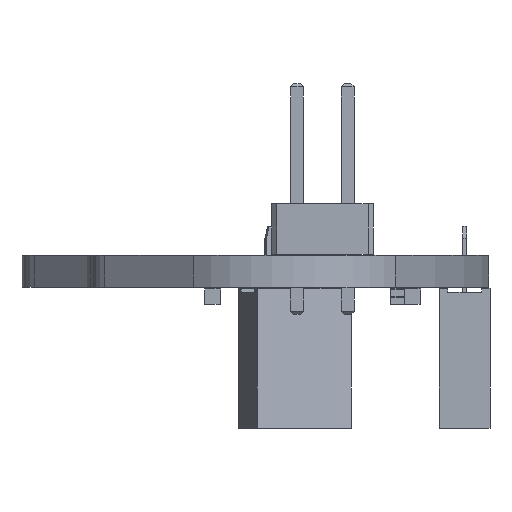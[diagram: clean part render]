
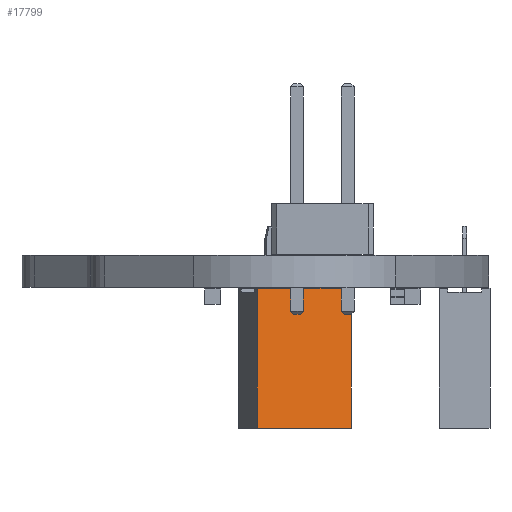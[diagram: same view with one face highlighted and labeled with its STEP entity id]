
A CAD part, front view. The second image highlights one B-rep face of the part: STEP entity #17799.
In plain terms, the highlighted free-form (B-spline) face has degree [1, 1] with [2, 2] control points.
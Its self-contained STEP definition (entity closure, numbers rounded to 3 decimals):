
#17799 = ADVANCED_FACE('',(#17800),#17813,.F.);
#17800 = FACE_BOUND('',#17801,.F.);
#17801 = EDGE_LOOP('',(#17802,#17834,#17859,#17884));
#17802 = ORIENTED_EDGE('',*,*,#17803,.T.);
#17803 = EDGE_CURVE('',#17804,#17806,#17808,.T.);
#17804 = VERTEX_POINT('',#17805);
#17805 = CARTESIAN_POINT('',(1.27,-3.81,0.));
#17806 = VERTEX_POINT('',#17807);
#17807 = CARTESIAN_POINT('',(1.27,-3.81,7.));
#17808 = SURFACE_CURVE('',#17809,(#17812,#17823),.PCURVE_S1.);
#17809 = B_SPLINE_CURVE_WITH_KNOTS('',1,(#17810,#17811),.UNSPECIFIED.,
  .F.,.F.,(2,2),(0.,7.),.PIECEWISE_BEZIER_KNOTS.);
#17810 = CARTESIAN_POINT('',(1.27,-3.81,0.));
#17811 = CARTESIAN_POINT('',(1.27,-3.81,7.));
#17812 = PCURVE('',#17813,#17818);
#17813 = B_SPLINE_SURFACE_WITH_KNOTS('',1,1,(
    (#17814,#17815)
    ,(#17816,#17817
    )),.UNSPECIFIED.,.F.,.F.,.F.,(2,2),(2,2),(0.,5.08),(-7.,0.),
  .PIECEWISE_BEZIER_KNOTS.);
#17814 = CARTESIAN_POINT('',(1.27,-3.81,7.));
#17815 = CARTESIAN_POINT('',(1.27,-3.81,0.));
#17816 = CARTESIAN_POINT('',(1.27,1.27,7.));
#17817 = CARTESIAN_POINT('',(1.27,1.27,0.));
#17818 = DEFINITIONAL_REPRESENTATION('',(#17819),#17822);
#17819 = B_SPLINE_CURVE_WITH_KNOTS('',1,(#17820,#17821),.UNSPECIFIED.,
  .F.,.F.,(2,2),(0.,7.),.PIECEWISE_BEZIER_KNOTS.);
#17820 = CARTESIAN_POINT('',(0.,0.));
#17821 = CARTESIAN_POINT('',(0.,-7.));
#17822 = ( GEOMETRIC_REPRESENTATION_CONTEXT(2) 
PARAMETRIC_REPRESENTATION_CONTEXT() REPRESENTATION_CONTEXT('2D SPACE',''
  ) );
#17823 = PCURVE('',#17824,#17829);
#17824 = B_SPLINE_SURFACE_WITH_KNOTS('',1,1,(
    (#17825,#17826)
    ,(#17827,#17828
    )),.UNSPECIFIED.,.F.,.F.,.F.,(2,2),(2,2),(0.,2.54),(-7.,0.),
  .PIECEWISE_BEZIER_KNOTS.);
#17825 = CARTESIAN_POINT('',(-1.27,-3.81,7.));
#17826 = CARTESIAN_POINT('',(-1.27,-3.81,0.));
#17827 = CARTESIAN_POINT('',(1.27,-3.81,7.));
#17828 = CARTESIAN_POINT('',(1.27,-3.81,0.));
#17829 = DEFINITIONAL_REPRESENTATION('',(#17830),#17833);
#17830 = B_SPLINE_CURVE_WITH_KNOTS('',1,(#17831,#17832),.UNSPECIFIED.,
  .F.,.F.,(2,2),(0.,7.),.PIECEWISE_BEZIER_KNOTS.);
#17831 = CARTESIAN_POINT('',(2.54,0.));
#17832 = CARTESIAN_POINT('',(2.54,-7.));
#17833 = ( GEOMETRIC_REPRESENTATION_CONTEXT(2) 
PARAMETRIC_REPRESENTATION_CONTEXT() REPRESENTATION_CONTEXT('2D SPACE',''
  ) );
#17834 = ORIENTED_EDGE('',*,*,#17835,.T.);
#17835 = EDGE_CURVE('',#17806,#17836,#17838,.T.);
#17836 = VERTEX_POINT('',#17837);
#17837 = CARTESIAN_POINT('',(1.27,1.27,7.));
#17838 = SURFACE_CURVE('',#17839,(#17842,#17848),.PCURVE_S1.);
#17839 = B_SPLINE_CURVE_WITH_KNOTS('',1,(#17840,#17841),.UNSPECIFIED.,
  .F.,.F.,(2,2),(0.,5.08),.PIECEWISE_BEZIER_KNOTS.);
#17840 = CARTESIAN_POINT('',(1.27,-3.81,7.));
#17841 = CARTESIAN_POINT('',(1.27,1.27,7.));
#17842 = PCURVE('',#17813,#17843);
#17843 = DEFINITIONAL_REPRESENTATION('',(#17844),#17847);
#17844 = B_SPLINE_CURVE_WITH_KNOTS('',1,(#17845,#17846),.UNSPECIFIED.,
  .F.,.F.,(2,2),(0.,5.08),.PIECEWISE_BEZIER_KNOTS.);
#17845 = CARTESIAN_POINT('',(0.,-7.));
#17846 = CARTESIAN_POINT('',(5.08,-7.));
#17847 = ( GEOMETRIC_REPRESENTATION_CONTEXT(2) 
PARAMETRIC_REPRESENTATION_CONTEXT() REPRESENTATION_CONTEXT('2D SPACE',''
  ) );
#17848 = PCURVE('',#17849,#17854);
#17849 = B_SPLINE_SURFACE_WITH_KNOTS('',1,1,(
    (#17850,#17851)
    ,(#17852,#17853
    )),.UNSPECIFIED.,.F.,.F.,.F.,(2,2),(2,2),(-5.08,0.),(
    0.,2.54),.PIECEWISE_BEZIER_KNOTS.);
#17850 = CARTESIAN_POINT('',(1.27,1.27,7.));
#17851 = CARTESIAN_POINT('',(-1.27,1.27,7.));
#17852 = CARTESIAN_POINT('',(1.27,-3.81,7.));
#17853 = CARTESIAN_POINT('',(-1.27,-3.81,7.));
#17854 = DEFINITIONAL_REPRESENTATION('',(#17855),#17858);
#17855 = B_SPLINE_CURVE_WITH_KNOTS('',1,(#17856,#17857),.UNSPECIFIED.,
  .F.,.F.,(2,2),(0.,5.08),.PIECEWISE_BEZIER_KNOTS.);
#17856 = CARTESIAN_POINT('',(0.,0.));
#17857 = CARTESIAN_POINT('',(-5.08,0.));
#17858 = ( GEOMETRIC_REPRESENTATION_CONTEXT(2) 
PARAMETRIC_REPRESENTATION_CONTEXT() REPRESENTATION_CONTEXT('2D SPACE',''
  ) );
#17859 = ORIENTED_EDGE('',*,*,#17860,.F.);
#17860 = EDGE_CURVE('',#17861,#17836,#17863,.T.);
#17861 = VERTEX_POINT('',#17862);
#17862 = CARTESIAN_POINT('',(1.27,1.27,0.));
#17863 = SURFACE_CURVE('',#17864,(#17867,#17873),.PCURVE_S1.);
#17864 = B_SPLINE_CURVE_WITH_KNOTS('',1,(#17865,#17866),.UNSPECIFIED.,
  .F.,.F.,(2,2),(0.,7.),.PIECEWISE_BEZIER_KNOTS.);
#17865 = CARTESIAN_POINT('',(1.27,1.27,0.));
#17866 = CARTESIAN_POINT('',(1.27,1.27,7.));
#17867 = PCURVE('',#17813,#17868);
#17868 = DEFINITIONAL_REPRESENTATION('',(#17869),#17872);
#17869 = B_SPLINE_CURVE_WITH_KNOTS('',1,(#17870,#17871),.UNSPECIFIED.,
  .F.,.F.,(2,2),(0.,7.),.PIECEWISE_BEZIER_KNOTS.);
#17870 = CARTESIAN_POINT('',(5.08,0.));
#17871 = CARTESIAN_POINT('',(5.08,-7.));
#17872 = ( GEOMETRIC_REPRESENTATION_CONTEXT(2) 
PARAMETRIC_REPRESENTATION_CONTEXT() REPRESENTATION_CONTEXT('2D SPACE',''
  ) );
#17873 = PCURVE('',#17874,#17879);
#17874 = B_SPLINE_SURFACE_WITH_KNOTS('',1,1,(
    (#17875,#17876)
    ,(#17877,#17878
    )),.UNSPECIFIED.,.F.,.F.,.F.,(2,2),(2,2),(0.,2.54),(-7.,0.),
  .PIECEWISE_BEZIER_KNOTS.);
#17875 = CARTESIAN_POINT('',(1.27,1.27,7.));
#17876 = CARTESIAN_POINT('',(1.27,1.27,0.));
#17877 = CARTESIAN_POINT('',(-1.27,1.27,7.));
#17878 = CARTESIAN_POINT('',(-1.27,1.27,0.));
#17879 = DEFINITIONAL_REPRESENTATION('',(#17880),#17883);
#17880 = B_SPLINE_CURVE_WITH_KNOTS('',1,(#17881,#17882),.UNSPECIFIED.,
  .F.,.F.,(2,2),(0.,7.),.PIECEWISE_BEZIER_KNOTS.);
#17881 = CARTESIAN_POINT('',(0.,0.));
#17882 = CARTESIAN_POINT('',(0.,-7.));
#17883 = ( GEOMETRIC_REPRESENTATION_CONTEXT(2) 
PARAMETRIC_REPRESENTATION_CONTEXT() REPRESENTATION_CONTEXT('2D SPACE',''
  ) );
#17884 = ORIENTED_EDGE('',*,*,#17885,.F.);
#17885 = EDGE_CURVE('',#17804,#17861,#17886,.T.);
#17886 = SURFACE_CURVE('',#17887,(#17890,#17896),.PCURVE_S1.);
#17887 = B_SPLINE_CURVE_WITH_KNOTS('',1,(#17888,#17889),.UNSPECIFIED.,
  .F.,.F.,(2,2),(0.,5.08),.PIECEWISE_BEZIER_KNOTS.);
#17888 = CARTESIAN_POINT('',(1.27,-3.81,0.));
#17889 = CARTESIAN_POINT('',(1.27,1.27,0.));
#17890 = PCURVE('',#17813,#17891);
#17891 = DEFINITIONAL_REPRESENTATION('',(#17892),#17895);
#17892 = B_SPLINE_CURVE_WITH_KNOTS('',1,(#17893,#17894),.UNSPECIFIED.,
  .F.,.F.,(2,2),(0.,5.08),.PIECEWISE_BEZIER_KNOTS.);
#17893 = CARTESIAN_POINT('',(0.,0.));
#17894 = CARTESIAN_POINT('',(5.08,0.));
#17895 = ( GEOMETRIC_REPRESENTATION_CONTEXT(2) 
PARAMETRIC_REPRESENTATION_CONTEXT() REPRESENTATION_CONTEXT('2D SPACE',''
  ) );
#17896 = PCURVE('',#17897,#17902);
#17897 = B_SPLINE_SURFACE_WITH_KNOTS('',1,1,(
    (#17898,#17899)
    ,(#17900,#17901
    )),.UNSPECIFIED.,.F.,.F.,.F.,(2,2),(2,2),(-5.08,0.),(
    0.,0.423),.PIECEWISE_BEZIER_KNOTS.);
#17898 = CARTESIAN_POINT('',(1.27,1.27,0.));
#17899 = CARTESIAN_POINT('',(0.847,1.27,0.));
#17900 = CARTESIAN_POINT('',(1.27,-3.81,0.));
#17901 = CARTESIAN_POINT('',(0.847,-3.81,0.));
#17902 = DEFINITIONAL_REPRESENTATION('',(#17903),#17906);
#17903 = B_SPLINE_CURVE_WITH_KNOTS('',1,(#17904,#17905),.UNSPECIFIED.,
  .F.,.F.,(2,2),(0.,5.08),.PIECEWISE_BEZIER_KNOTS.);
#17904 = CARTESIAN_POINT('',(0.,0.));
#17905 = CARTESIAN_POINT('',(-5.08,0.));
#17906 = ( GEOMETRIC_REPRESENTATION_CONTEXT(2) 
PARAMETRIC_REPRESENTATION_CONTEXT() REPRESENTATION_CONTEXT('2D SPACE',''
  ) );
